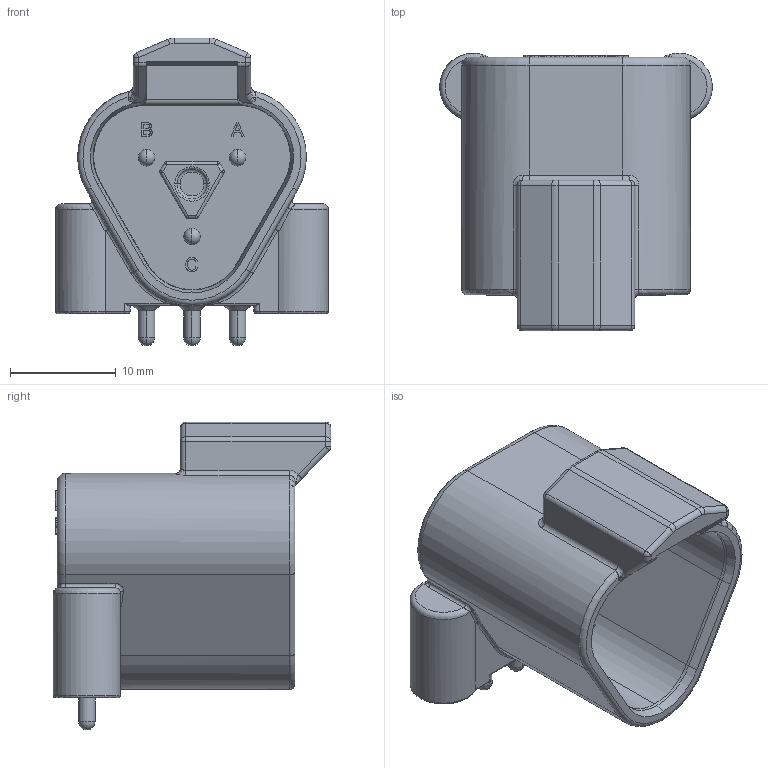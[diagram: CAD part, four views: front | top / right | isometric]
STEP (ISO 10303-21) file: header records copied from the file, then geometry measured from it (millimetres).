
FILE_DESCRIPTION((''),'2;1');
FILE_NAME('PL000697-03-SC-02','2019-03-21T',('Brook.Ding'),(''),'PRO/ENGINEER BY PARAMETRIC TECHNOLOGY CORPORATION, 2016360','PRO/ENGINEER BY PARAMETRIC TECHNOLOGY CORPORATION, 2016360','');
FILE_SCHEMA(('CONFIG_CONTROL_DESIGN'));
Length unit declared in the file: millimetre
Products named in the file (1): PL000697-03-SC-02
Bounding box: 25.77 x 26.25 x 29.09 mm (x, y, z)
Volume: 4742.5 mm3; surface area: 4134.6 mm2
Topology: 1 solids, 1 shells, 677 faces, 1769 edges, 1125 vertices
Faces by surface type: extrusion 253, plane 231, cylinder 95, torus 32, bspline 28, sphere 24, cone 14
Entity records: 23111 total; most frequent: CARTESIAN_POINT 7610, ORIENTED_EDGE 3506, DIRECTION 2472, EDGE_CURVE 1753, VECTOR 1162, VERTEX_POINT 1125, LINE 909, B_SPLINE_CURVE_WITH_KNOTS 838
